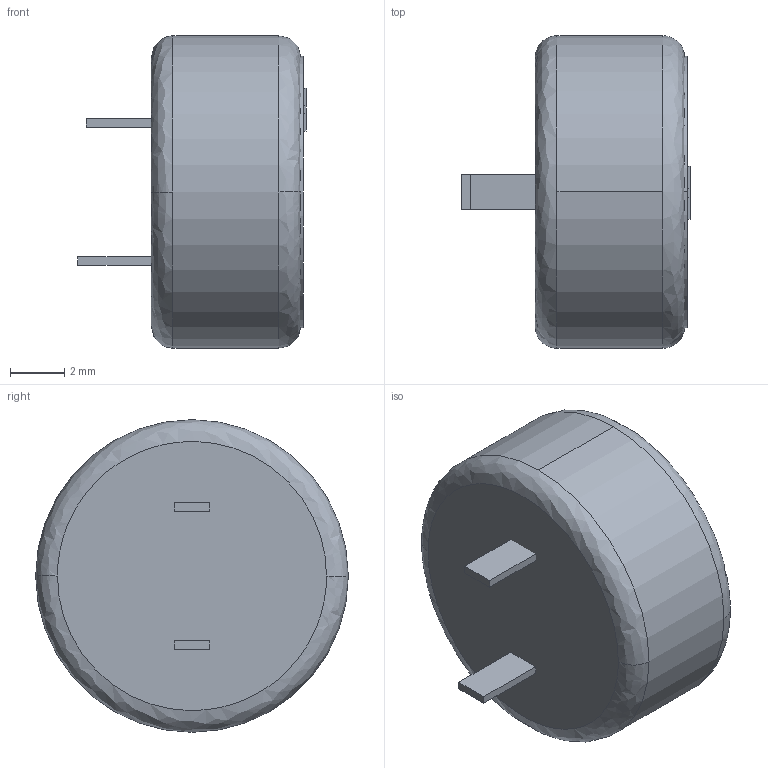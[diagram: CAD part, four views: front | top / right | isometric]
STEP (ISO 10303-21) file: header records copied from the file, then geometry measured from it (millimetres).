
FILE_DESCRIPTION (( 'STEP AP214' ), '1' );
FILE_NAME ('User Library-FYL0H103ZF.STEP', '2019-06-10T07:12:52', ( '' ), ( '' ), 'SwSTEP 2.0', 'SolidWorks 2019', '' );
FILE_SCHEMA (( 'AUTOMOTIVE_DESIGN' ));
Length unit declared in the file: millimetre
Products named in the file (6): User Library-FYL0H103ZF_Imported_2; User Library-FYL0H103ZF; User Library-FYL0H103ZF_Imported_5; User Library-FYL0H103ZF_Imported; User Library-FYL0H103ZF_Imported_4; User Library-FYL0H103ZF_Imported_3
Assembly tree (5 placements, depth 2):
  User Library-FYL0H103ZF
    User Library-FYL0H103ZF_Imported
    User Library-FYL0H103ZF_Imported_2
    User Library-FYL0H103ZF_Imported_3
    User Library-FYL0H103ZF_Imported_4
    User Library-FYL0H103ZF_Imported_5
Bounding box: 8.4 x 11.5 x 11.5 mm (x, y, z)
Volume: 642.6 mm3; surface area: 591.3 mm2
Topology: 5 solids, 5 shells, 38 faces, 84 edges, 56 vertices
Faces by surface type: plane 30, cylinder 4, bspline 4
Entity records: 1874 total; most frequent: CARTESIAN_POINT 382, DIRECTION 180, ORIENTED_EDGE 168, EDGE_CURVE 84, LINE 64, VECTOR 64, AXIS2_PLACEMENT_3D 58, VERTEX_POINT 56
